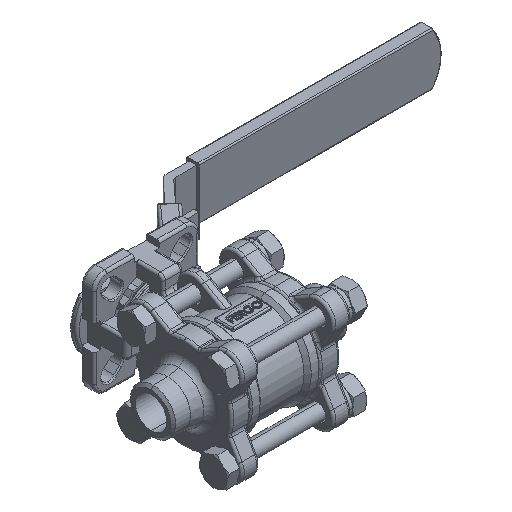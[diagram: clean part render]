
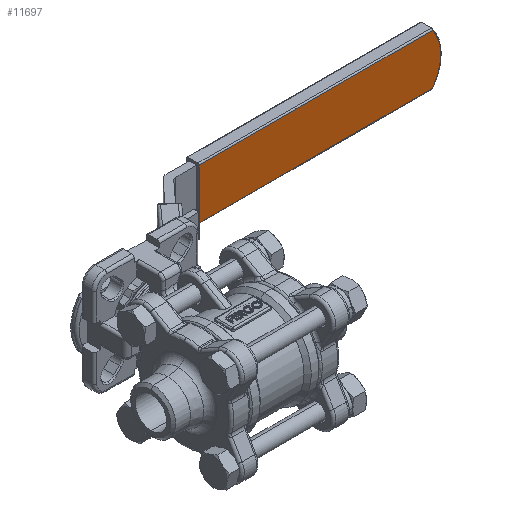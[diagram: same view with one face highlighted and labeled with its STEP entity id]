
A CAD part, isometric view. The second image highlights one B-rep face of the part: STEP entity #11697.
In plain terms, the highlighted planar face has unit normal (0, -1, 0).
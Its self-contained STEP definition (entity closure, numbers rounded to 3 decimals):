
#627 = CIRCLE ( 'NONE', #9496, 16.606 ) ;
#3259 = DIRECTION ( 'NONE',  ( -1., 0., 0. ) ) ;
#3439 = EDGE_LOOP ( 'NONE', ( #5950, #20703, #42399, #44711, #27469, #65238 ) ) ;
#5675 = VECTOR ( 'NONE', #20863, 1000. ) ;
#5950 = ORIENTED_EDGE ( 'NONE', *, *, #17269, .T. ) ;
#7429 = DIRECTION ( 'NONE',  ( 0., 0., -1. ) ) ;
#7787 = DIRECTION ( 'NONE',  ( -1., 0., 0. ) ) ;
#8497 = LINE ( 'NONE', #20270, #57529 ) ;
#8632 = EDGE_CURVE ( 'NONE', #67537, #15204, #8497, .T. ) ;
#8974 = AXIS2_PLACEMENT_3D ( 'NONE', #24822, #30381, #34909 ) ;
#9496 = AXIS2_PLACEMENT_3D ( 'NONE', #26297, #37421, #11012 ) ;
#11012 = DIRECTION ( 'NONE',  ( 0., 0., 1. ) ) ;
#11375 = VECTOR ( 'NONE', #22501, 1000. ) ;
#11697 = ADVANCED_FACE ( 'NONE', ( #24477 ), #61994, .F. ) ;
#15204 = VERTEX_POINT ( 'NONE', #45011 ) ;
#16363 = CARTESIAN_POINT ( 'NONE',  ( 143.398, 65.91, -10. ) ) ;
#17269 = EDGE_CURVE ( 'NONE', #26835, #65745, #27709, .T. ) ;
#20270 = CARTESIAN_POINT ( 'NONE',  ( 92.15, 65.91, 10. ) ) ;
#20703 = ORIENTED_EDGE ( 'NONE', *, *, #44293, .T. ) ;
#20863 = DIRECTION ( 'NONE',  ( 1., 0., 0. ) ) ;
#22501 = DIRECTION ( 'NONE',  ( 1., 0., 0. ) ) ;
#24115 = VERTEX_POINT ( 'NONE', #42957 ) ;
#24477 = FACE_OUTER_BOUND ( 'NONE', #3439, .T. ) ;
#24822 = CARTESIAN_POINT ( 'NONE',  ( 92.15, 65.91, 10.5 ) ) ;
#25013 = LINE ( 'NONE', #45824, #27883 ) ;
#25706 = CARTESIAN_POINT ( 'NONE',  ( 88.548, 65.91, 10. ) ) ;
#26297 = CARTESIAN_POINT ( 'NONE',  ( 129.894, 65.91, 0. ) ) ;
#26835 = VERTEX_POINT ( 'NONE', #30316 ) ;
#27469 = ORIENTED_EDGE ( 'NONE', *, *, #8632, .T. ) ;
#27709 = LINE ( 'NONE', #48879, #11375 ) ;
#27883 = VECTOR ( 'NONE', #7429, 1000. ) ;
#29984 = CARTESIAN_POINT ( 'NONE',  ( 92.15, 65.91, 10. ) ) ;
#30316 = CARTESIAN_POINT ( 'NONE',  ( 50.15, 65.91, -10. ) ) ;
#30381 = DIRECTION ( 'NONE',  ( 0., 1., 0. ) ) ;
#32162 = EDGE_CURVE ( 'NONE', #24115, #55589, #627, .T. ) ;
#34909 = DIRECTION ( 'NONE',  ( 1., 0., 0. ) ) ;
#37421 = DIRECTION ( 'NONE',  ( 0., -1., 0. ) ) ;
#41689 = LINE ( 'NONE', #16363, #5675 ) ;
#42399 = ORIENTED_EDGE ( 'NONE', *, *, #32162, .T. ) ;
#42957 = CARTESIAN_POINT ( 'NONE',  ( 143.151, 65.91, -10. ) ) ;
#44293 = EDGE_CURVE ( 'NONE', #65745, #24115, #41689, .T. ) ;
#44711 = ORIENTED_EDGE ( 'NONE', *, *, #46941, .T. ) ;
#45011 = CARTESIAN_POINT ( 'NONE',  ( 50.15, 65.91, 10. ) ) ;
#45214 = EDGE_CURVE ( 'NONE', #15204, #26835, #25013, .T. ) ;
#45824 = CARTESIAN_POINT ( 'NONE',  ( 50.15, 65.91, 10.5 ) ) ;
#46941 = EDGE_CURVE ( 'NONE', #55589, #67537, #51161, .T. ) ;
#48879 = CARTESIAN_POINT ( 'NONE',  ( 88.548, 65.91, -10. ) ) ;
#51161 = LINE ( 'NONE', #29984, #53532 ) ;
#53532 = VECTOR ( 'NONE', #7787, 1000. ) ;
#55589 = VERTEX_POINT ( 'NONE', #61772 ) ;
#57529 = VECTOR ( 'NONE', #3259, 1000. ) ;
#58807 = CARTESIAN_POINT ( 'NONE',  ( 88.548, 65.91, -10. ) ) ;
#61772 = CARTESIAN_POINT ( 'NONE',  ( 143.151, 65.91, 10. ) ) ;
#61994 = PLANE ( 'NONE',  #8974 ) ;
#65238 = ORIENTED_EDGE ( 'NONE', *, *, #45214, .T. ) ;
#65745 = VERTEX_POINT ( 'NONE', #58807 ) ;
#67537 = VERTEX_POINT ( 'NONE', #25706 ) ;
